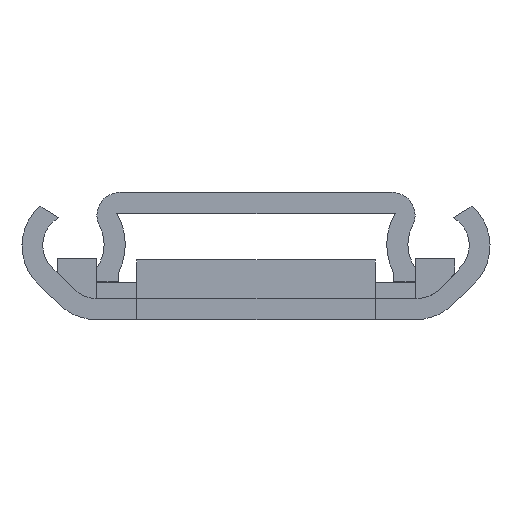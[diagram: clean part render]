
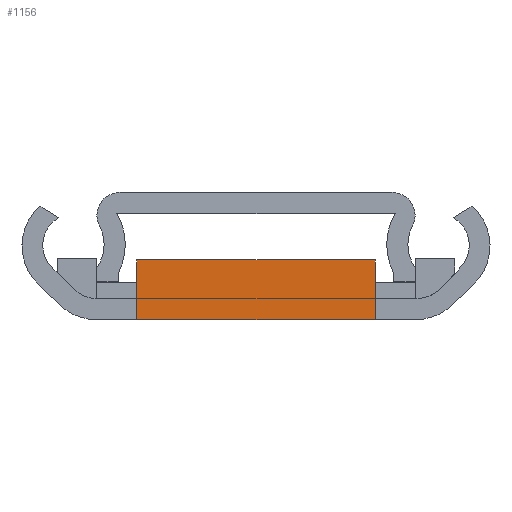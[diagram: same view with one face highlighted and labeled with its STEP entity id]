
A CAD part, left-side view. The second image highlights one B-rep face of the part: STEP entity #1156.
In plain terms, the highlighted face is planar.
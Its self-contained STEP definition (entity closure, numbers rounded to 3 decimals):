
#236 = EDGE_CURVE ( 'NONE', #3864, #3039, #3765, .T. ) ;
#443 = EDGE_CURVE ( 'NONE', #2391, #3422, #4166, .T. ) ;
#457 = CARTESIAN_POINT ( 'NONE',  ( 1.6, -9., -226.2 ) ) ;
#622 = DIRECTION ( 'NONE',  ( 0., 1., 0. ) ) ;
#636 = DIRECTION ( 'NONE',  ( 0., -1., 0. ) ) ;
#655 = ORIENTED_EDGE ( 'NONE', *, *, #1195, .F. ) ;
#799 = VECTOR ( 'NONE', #3241, 1000. ) ;
#823 = VECTOR ( 'NONE', #1447, 1000. ) ;
#1068 = EDGE_LOOP ( 'NONE', ( #4427, #4228, #2171, #2339, #655, #2901 ) ) ;
#1071 = CARTESIAN_POINT ( 'NONE',  ( 4.5, 9., -226.2 ) ) ;
#1082 = CARTESIAN_POINT ( 'NONE',  ( 0., 9., -226.2 ) ) ;
#1098 = DIRECTION ( 'NONE',  ( 1., 0., 0. ) ) ;
#1156 = ADVANCED_FACE ( 'NONE', ( #3947 ), #2494, .F. ) ;
#1168 = CARTESIAN_POINT ( 'NONE',  ( 0., 9., -226.2 ) ) ;
#1192 = CARTESIAN_POINT ( 'NONE',  ( 0., -9., -226.2 ) ) ;
#1195 = EDGE_CURVE ( 'NONE', #2308, #3422, #2283, .T. ) ;
#1351 = DIRECTION ( 'NONE',  ( 1., 0., 0. ) ) ;
#1447 = DIRECTION ( 'NONE',  ( 1., 0., 0. ) ) ;
#1534 = LINE ( 'NONE', #1071, #3159 ) ;
#1550 = LINE ( 'NONE', #1082, #3657 ) ;
#1567 = DIRECTION ( 'NONE',  ( 0., 0., 1. ) ) ;
#1773 = VERTEX_POINT ( 'NONE', #1168 ) ;
#1807 = CARTESIAN_POINT ( 'NONE',  ( 0., -9., -226.2 ) ) ;
#1910 = CARTESIAN_POINT ( 'NONE',  ( 0., 9., -226.2 ) ) ;
#1978 = CARTESIAN_POINT ( 'NONE',  ( 1.6, 9., -226.2 ) ) ;
#2035 = CARTESIAN_POINT ( 'NONE',  ( 0., 9., -226.2 ) ) ;
#2171 = ORIENTED_EDGE ( 'NONE', *, *, #4235, .F. ) ;
#2283 = LINE ( 'NONE', #1807, #2988 ) ;
#2308 = VERTEX_POINT ( 'NONE', #1192 ) ;
#2339 = ORIENTED_EDGE ( 'NONE', *, *, #443, .T. ) ;
#2353 = EDGE_CURVE ( 'NONE', #1773, #2308, #1550, .T. ) ;
#2383 = AXIS2_PLACEMENT_3D ( 'NONE', #2035, #1567, #1098 ) ;
#2391 = VERTEX_POINT ( 'NONE', #3188 ) ;
#2494 = PLANE ( 'NONE',  #2383 ) ;
#2838 = DIRECTION ( 'NONE',  ( -1., 0., 0. ) ) ;
#2901 = ORIENTED_EDGE ( 'NONE', *, *, #2353, .F. ) ;
#2988 = VECTOR ( 'NONE', #1351, 1000. ) ;
#3039 = VERTEX_POINT ( 'NONE', #1978 ) ;
#3159 = VECTOR ( 'NONE', #622, 1000. ) ;
#3188 = CARTESIAN_POINT ( 'NONE',  ( 4.5, -9., -226.2 ) ) ;
#3241 = DIRECTION ( 'NONE',  ( -1., 0., 0. ) ) ;
#3301 = CARTESIAN_POINT ( 'NONE',  ( 4.5, 9., -226.2 ) ) ;
#3422 = VERTEX_POINT ( 'NONE', #457 ) ;
#3581 = CARTESIAN_POINT ( 'NONE',  ( 4.5, 9., -226.2 ) ) ;
#3657 = VECTOR ( 'NONE', #636, 1000. ) ;
#3709 = CARTESIAN_POINT ( 'NONE',  ( 4.5, -9., -226.2 ) ) ;
#3765 = LINE ( 'NONE', #3301, #4333 ) ;
#3864 = VERTEX_POINT ( 'NONE', #3581 ) ;
#3947 = FACE_OUTER_BOUND ( 'NONE', #1068, .T. ) ;
#4108 = EDGE_CURVE ( 'NONE', #1773, #3039, #4223, .T. ) ;
#4166 = LINE ( 'NONE', #3709, #799 ) ;
#4223 = LINE ( 'NONE', #1910, #823 ) ;
#4228 = ORIENTED_EDGE ( 'NONE', *, *, #236, .F. ) ;
#4235 = EDGE_CURVE ( 'NONE', #2391, #3864, #1534, .T. ) ;
#4333 = VECTOR ( 'NONE', #2838, 1000. ) ;
#4427 = ORIENTED_EDGE ( 'NONE', *, *, #4108, .T. ) ;
